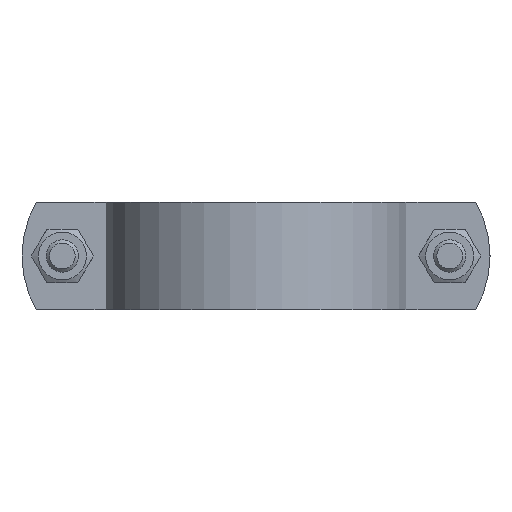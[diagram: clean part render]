
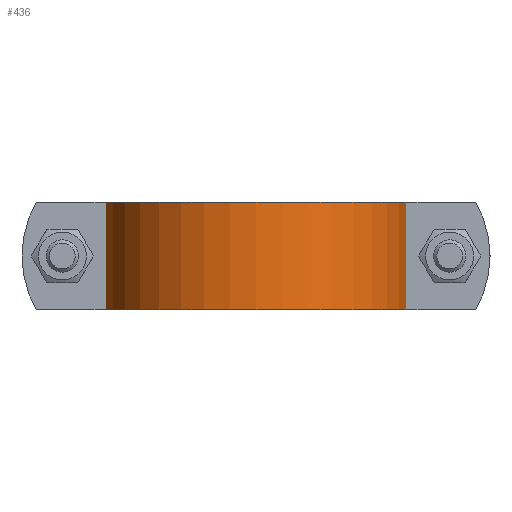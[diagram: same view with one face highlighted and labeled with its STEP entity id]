
A CAD part, front view. The second image highlights one B-rep face of the part: STEP entity #436.
In plain terms, the highlighted cylindrical face has radius 28.4 mm (diameter 56.8 mm), a partial arc.
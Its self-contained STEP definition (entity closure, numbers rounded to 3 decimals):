
#232=CARTESIAN_POINT('',(27.862,5.5,10.0));
#233=VERTEX_POINT('',#232);
#240=CARTESIAN_POINT('',(-27.862,5.5,10.0));
#241=VERTEX_POINT('',#240);
#242=CARTESIAN_POINT('',(0.0,0.0,10.0));
#243=DIRECTION('',(0.0,0.0,-1.));
#244=DIRECTION('',(-0.981,-0.194,0.0));
#245=AXIS2_PLACEMENT_3D('',#242,#243,#244);
#246=CIRCLE('',#245,28.4);
#247=EDGE_CURVE('',#241,#233,#246,.T.);
#297=CARTESIAN_POINT('',(27.862,5.5,-10.0));
#298=VERTEX_POINT('',#297);
#305=CARTESIAN_POINT('',(27.862,5.5,10.0));
#306=DIRECTION('',(0.0,0.0,-1.0));
#307=VECTOR('',#306,20.0);
#308=LINE('',#305,#307);
#309=EDGE_CURVE('',#233,#298,#308,.T.);
#401=CARTESIAN_POINT('',(-27.862,5.5,-10.0));
#402=VERTEX_POINT('',#401);
#409=CARTESIAN_POINT('',(0.0,0.0,-10.0));
#410=DIRECTION('',(0.0,0.0,1.));
#411=DIRECTION('',(-0.981,-0.194,0.0));
#412=AXIS2_PLACEMENT_3D('',#409,#410,#411);
#413=CIRCLE('',#412,28.4);
#414=EDGE_CURVE('',#298,#402,#413,.T.);
#420=CARTESIAN_POINT('',(0.0,0.0,0.0));
#421=DIRECTION('',(0.0,0.0,1.0));
#422=DIRECTION('',(-0.981,-0.194,0.0));
#423=AXIS2_PLACEMENT_3D('',#420,#421,#422);
#424=CYLINDRICAL_SURFACE('',#423,28.4);
#425=ORIENTED_EDGE('',*,*,#247,.T.);
#426=ORIENTED_EDGE('',*,*,#309,.T.);
#427=ORIENTED_EDGE('',*,*,#414,.T.);
#428=CARTESIAN_POINT('',(-27.862,5.5,10.0));
#429=DIRECTION('',(0.0,0.0,-1.0));
#430=VECTOR('',#429,20.0);
#431=LINE('',#428,#430);
#432=EDGE_CURVE('',#241,#402,#431,.T.);
#433=ORIENTED_EDGE('',*,*,#432,.F.);
#434=EDGE_LOOP('',(#425,#426,#427,#433));
#435=FACE_OUTER_BOUND('',#434,.T.);
#436=ADVANCED_FACE('',(#435),#424,.T.);
